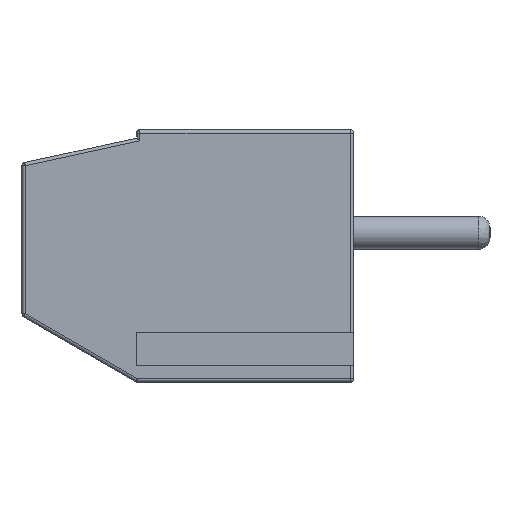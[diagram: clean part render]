
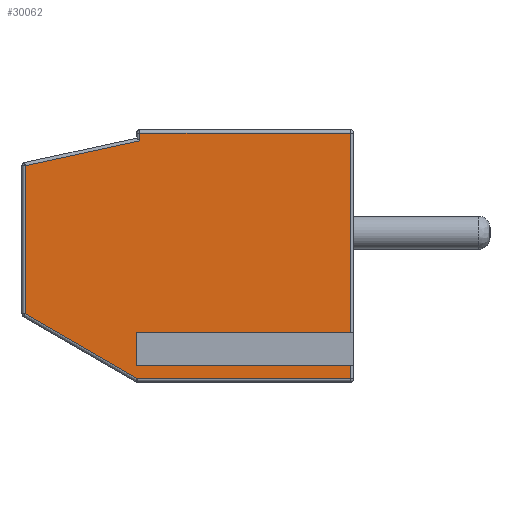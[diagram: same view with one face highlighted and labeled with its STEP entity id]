
A CAD part, left-side view. The second image highlights one B-rep face of the part: STEP entity #30062.
In plain terms, the highlighted planar face has unit normal (-1, 0, 0).
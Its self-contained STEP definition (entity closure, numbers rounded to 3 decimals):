
#63=DIRECTION('',(0.,0.,-1.));
#64=VECTOR('',#63,0.231);
#65=CARTESIAN_POINT('',(-35.,1.45,3.));
#66=LINE('',#65,#64);
#71=DIRECTION('',(0.,1.,0.));
#72=VECTOR('',#71,6.35);
#73=CARTESIAN_POINT('',(-35.,-4.9,3.));
#74=LINE('',#73,#72);
#78=DIRECTION('',(0.,0.,1.));
#79=VECTOR('',#78,6.186);
#80=CARTESIAN_POINT('',(-35.,-4.9,-3.186));
#81=LINE('',#80,#79);
#85=DIRECTION('',(0.,1.,0.));
#86=VECTOR('',#85,6.45);
#87=CARTESIAN_POINT('',(-35.,-4.9,-3.186));
#88=LINE('',#87,#86);
#92=DIRECTION('',(0.,0.,-1.));
#93=VECTOR('',#92,0.628);
#94=CARTESIAN_POINT('',(-35.,1.55,-3.186));
#95=LINE('',#94,#93);
#99=DIRECTION('',(0.,1.,0.));
#100=VECTOR('',#99,6.45);
#101=CARTESIAN_POINT('',(-35.,-4.9,-3.814));
#102=LINE('',#101,#100);
#106=DIRECTION('',(0.,0.,1.));
#107=VECTOR('',#106,0.586);
#108=CARTESIAN_POINT('',(-35.,-4.9,-4.4));
#109=LINE('',#108,#107);
#113=DIRECTION('',(0.,-1.,0.));
#114=VECTOR('',#113,6.423);
#115=CARTESIAN_POINT('',(-35.,1.523,-4.4));
#116=LINE('',#115,#114);
#120=DIRECTION('',(0.,-0.865,-0.502));
#121=VECTOR('',#120,3.903);
#122=CARTESIAN_POINT('',(-35.,4.9,-2.442));
#123=LINE('',#122,#121);
#127=DIRECTION('',(0.,0.,-1.));
#128=VECTOR('',#127,4.462);
#129=CARTESIAN_POINT('',(-35.,4.9,2.019));
#130=LINE('',#129,#128);
#134=DIRECTION('',(0.,0.977,-0.212));
#135=VECTOR('',#134,3.531);
#136=CARTESIAN_POINT('',(-35.,1.45,2.769));
#137=LINE('',#136,#135);
#12812=CARTESIAN_POINT('',(-35.,-4.9,-3.186));
#26861=CARTESIAN_POINT('',(-35.,1.45,3.));
#26862=CARTESIAN_POINT('',(-35.,1.45,2.769));
#26863=VERTEX_POINT('',#26861);
#26864=VERTEX_POINT('',#26862);
#26865=CARTESIAN_POINT('',(-35.,4.9,2.019));
#26866=VERTEX_POINT('',#26865);
#26871=CARTESIAN_POINT('',(-35.,4.9,-2.442));
#26872=VERTEX_POINT('',#26871);
#26877=CARTESIAN_POINT('',(-35.,1.523,-4.4));
#26878=VERTEX_POINT('',#26877);
#26883=CARTESIAN_POINT('',(-35.,-4.9,-4.4));
#26884=VERTEX_POINT('',#26883);
#26889=CARTESIAN_POINT('',(-35.,-4.9,-3.814));
#26890=VERTEX_POINT('',#26889);
#26893=CARTESIAN_POINT('',(-35.,-4.9,3.));
#26894=VERTEX_POINT('',#26893);
#26942=VERTEX_POINT('',#12812);
#26983=CARTESIAN_POINT('',(-35.,1.55,-3.186));
#26984=CARTESIAN_POINT('',(-35.,1.55,-3.814));
#26985=VERTEX_POINT('',#26983);
#26986=VERTEX_POINT('',#26984);
#30033=CARTESIAN_POINT('',(-35.,0.,0.));
#30034=DIRECTION('',(1.,0.,0.));
#30035=DIRECTION('',(0.,-1.,0.));
#30036=AXIS2_PLACEMENT_3D('',#30033,#30034,#30035);
#30037=PLANE('',#30036);
#30039=ORIENTED_EDGE('',*,*,#30038,.F.);
#30041=ORIENTED_EDGE('',*,*,#30040,.F.);
#30043=ORIENTED_EDGE('',*,*,#30042,.F.);
#30045=ORIENTED_EDGE('',*,*,#30044,.T.);
#30047=ORIENTED_EDGE('',*,*,#30046,.T.);
#30049=ORIENTED_EDGE('',*,*,#30048,.F.);
#30051=ORIENTED_EDGE('',*,*,#30050,.F.);
#30053=ORIENTED_EDGE('',*,*,#30052,.F.);
#30055=ORIENTED_EDGE('',*,*,#30054,.F.);
#30057=ORIENTED_EDGE('',*,*,#30056,.F.);
#30059=ORIENTED_EDGE('',*,*,#30058,.F.);
#30060=EDGE_LOOP('',(#30039,#30041,#30043,#30045,#30047,#30049,#30051,#30053,
#30055,#30057,#30059));
#30061=FACE_OUTER_BOUND('',#30060,.F.);
#30062=ADVANCED_FACE('',(#30061),#30037,.F.);
#30038=EDGE_CURVE('',#26863,#26864,#66,.T.);
#30040=EDGE_CURVE('',#26894,#26863,#74,.T.);
#30042=EDGE_CURVE('',#26942,#26894,#81,.T.);
#30044=EDGE_CURVE('',#26942,#26985,#88,.T.);
#30046=EDGE_CURVE('',#26985,#26986,#95,.T.);
#30048=EDGE_CURVE('',#26890,#26986,#102,.T.);
#30050=EDGE_CURVE('',#26884,#26890,#109,.T.);
#30052=EDGE_CURVE('',#26878,#26884,#116,.T.);
#30054=EDGE_CURVE('',#26872,#26878,#123,.T.);
#30056=EDGE_CURVE('',#26866,#26872,#130,.T.);
#30058=EDGE_CURVE('',#26864,#26866,#137,.T.);
